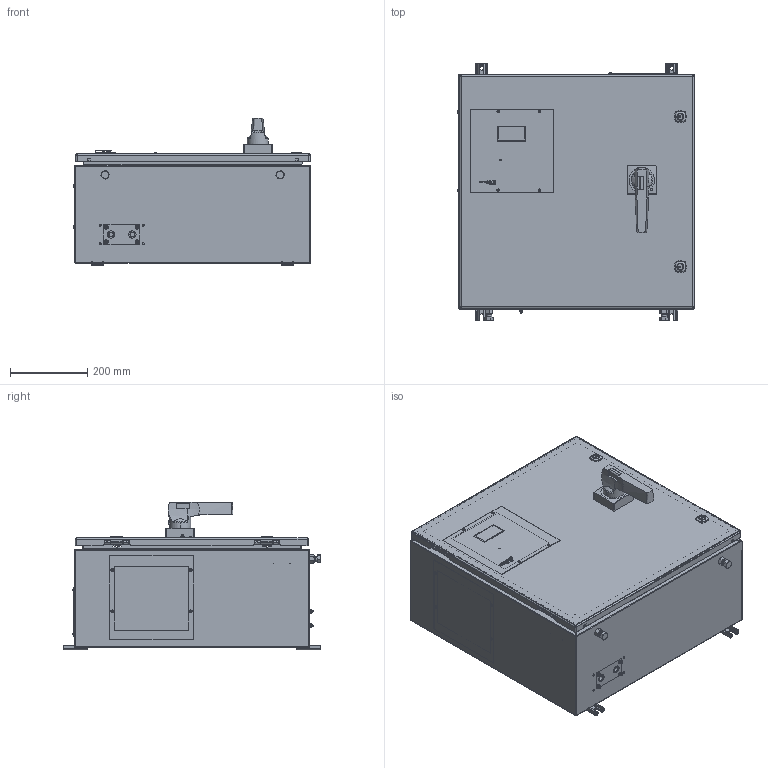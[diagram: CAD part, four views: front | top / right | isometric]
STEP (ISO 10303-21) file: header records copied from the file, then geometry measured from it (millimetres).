
FILE_DESCRIPTION (( 'STEP AP214' ), '1' );
FILE_NAME ('EN6001-1200D_403.STEP', '2021-01-15T19:45:16', ( '' ), ( '' ), 'SwSTEP 2.0', 'SolidWorks 2021', '' );
FILE_SCHEMA (( 'AUTOMOTIVE_DESIGN' ));
Length unit declared in the file: inch
Products named in the file (1): EN6001-1200D_403
Bounding box: 614.05 x 666.75 x 382.96 mm (x, y, z)
Surface area: 2912752.2 mm2 (no closed solid volume)
Topology: 0 solids, 155 shells, 828 faces, 4325 edges, 3559 vertices
Faces by surface type: plane 299, cylinder 270, bspline 120, cone 97, torus 33, sphere 9
Entity records: 65688 total; most frequent: CARTESIAN_POINT 22048, DIRECTION 6689, ORIENTED_EDGE 5647, EDGE_CURVE 4316, VERTEX_POINT 3559, AXIS2_PLACEMENT_3D 2435, LINE 1819, VECTOR 1819
